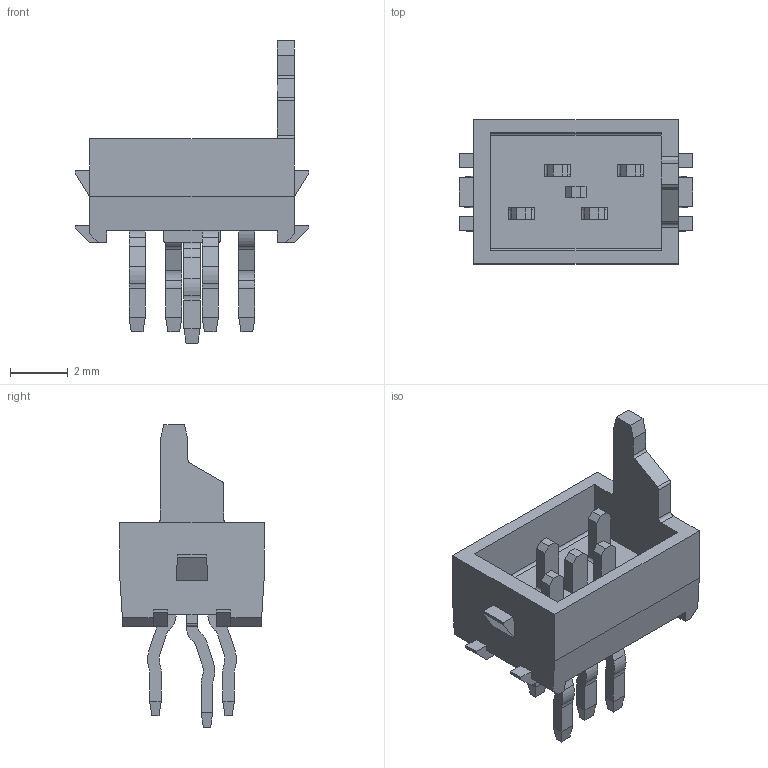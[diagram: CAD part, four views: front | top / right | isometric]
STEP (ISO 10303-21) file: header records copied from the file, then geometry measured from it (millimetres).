
FILE_DESCRIPTION( ( 'Unknown' ), '1' );
FILE_NAME( '690357100472.stp', 'Unknown', ( 'Unknown' ), ( 'Unknown' ), 'XStep 1.0', 'Unknown', ' ' );
FILE_SCHEMA( ( 'automotive_design' ) );
Length unit declared in the file: millimetre
Products named in the file (3): Assem1; Gehäuse; Pin
Bounding box: 8.11 x 5 x 10.5 mm (x, y, z)
Volume: 149.4 mm3; surface area: 537 mm2
Topology: 7 solids, 7 shells, 416 faces, 1154 edges, 756 vertices
Faces by surface type: plane 334, cylinder 82
Entity records: 5124 total; most frequent: CARTESIAN_POINT 848, ORIENTED_EDGE 836, DIRECTION 766, EDGE_CURVE 418, LINE 378, VECTOR 378, VERTEX_POINT 276, AXIS2_PLACEMENT_3D 194
